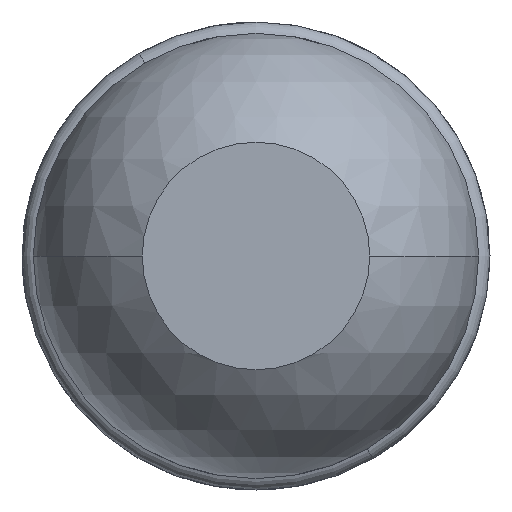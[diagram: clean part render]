
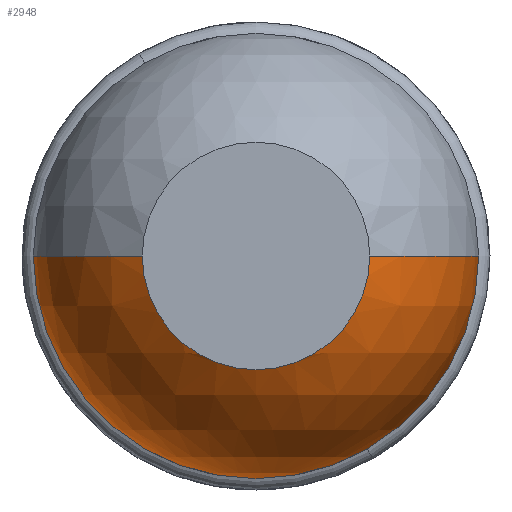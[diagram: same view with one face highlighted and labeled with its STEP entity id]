
A CAD part, front view. The second image highlights one B-rep face of the part: STEP entity #2948.
In plain terms, the highlighted spherical face has radius 0.685 mm.
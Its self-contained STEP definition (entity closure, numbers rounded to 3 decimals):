
#13 = ORIENTED_EDGE ( 'NONE', *, *, #737, .F. ) ;
#99 = EDGE_LOOP ( 'NONE', ( #1832, #3766, #3520, #4115, #13, #4282 ) ) ;
#133 = DIRECTION ( 'NONE',  ( 0., 1., 0. ) ) ;
#168 = VERTEX_POINT ( 'NONE', #1335 ) ;
#176 = CARTESIAN_POINT ( 'NONE',  ( 0., -27., 0. ) ) ;
#252 = CARTESIAN_POINT ( 'NONE',  ( -0.35, -27., 0. ) ) ;
#271 = VERTEX_POINT ( 'NONE', #321 ) ;
#321 = CARTESIAN_POINT ( 'NONE',  ( 0.35, -27., 0. ) ) ;
#425 = EDGE_CURVE ( 'Defeature ausgef�hrt1_24+Defeature ausgef�hrt1_23+Defeature ausgef�hrt1_23+Defeature ausgef�hrt1_23', #775, #2774, #4413, .T. ) ;
#482 = CARTESIAN_POINT ( 'NONE',  ( 0., -27., -0.35 ) ) ;
#488 = CARTESIAN_POINT ( 'NONE',  ( 0., -26.411, 0. ) ) ;
#549 = DIRECTION ( 'NONE',  ( 0., 0., -1. ) ) ;
#555 = CIRCLE ( 'NONE', #3505, 0.35 ) ;
#556 = CARTESIAN_POINT ( 'NONE',  ( 0., -26.411, 0. ) ) ;
#737 = EDGE_CURVE ( 'NONE', #271, #168, #1872, .T. ) ;
#775 = VERTEX_POINT ( 'NONE', #1431 ) ;
#907 = DIRECTION ( 'NONE',  ( 1., 0., 0. ) ) ;
#913 = DIRECTION ( 'NONE',  ( 0., 0., -1. ) ) ;
#1073 = EDGE_CURVE ( 'Defeature ausgef�hrt1_25+Defeature ausgef�hrt1_23+Defeature ausgef�hrt1_23+Defeature ausgef�hrt1_23', #4319, #4078, #555, .T. ) ;
#1101 = AXIS2_PLACEMENT_3D ( 'NONE', #556, #1231, #907 ) ;
#1231 = DIRECTION ( 'NONE',  ( 0., 0., 1. ) ) ;
#1276 = SPHERICAL_SURFACE ( 'NONE', #4444, 0.685 ) ;
#1335 = CARTESIAN_POINT ( 'NONE',  ( 0.685, -26.411, 0. ) ) ;
#1377 = EDGE_CURVE ( 'Defeature ausgef�hrt1_25+Defeature ausgef�hrt1_23+Defeature ausgef�hrt1_23+Defeature ausgef�hrt1_23', #4078, #271, #2794, .T. ) ;
#1387 = FACE_OUTER_BOUND ( 'NONE', #99, .T. ) ;
#1431 = CARTESIAN_POINT ( 'NONE',  ( 0., -26.411, -0.685 ) ) ;
#1498 = CARTESIAN_POINT ( 'NONE',  ( 0., -26.411, 0. ) ) ;
#1832 = ORIENTED_EDGE ( 'NONE', *, *, #1073, .F. ) ;
#1872 = CIRCLE ( 'NONE', #1101, 0.685 ) ;
#2014 = DIRECTION ( 'NONE',  ( 0., -1., 0. ) ) ;
#2052 = CIRCLE ( 'NONE', #3757, 0.685 ) ;
#2140 = AXIS2_PLACEMENT_3D ( 'NONE', #488, #4109, #3726 ) ;
#2289 = AXIS2_PLACEMENT_3D ( 'NONE', #3703, #133, #2635 ) ;
#2294 = DIRECTION ( 'NONE',  ( 0., 0., 1. ) ) ;
#2580 = CIRCLE ( 'NONE', #2140, 0.685 ) ;
#2635 = DIRECTION ( 'NONE',  ( 0., 0., 1. ) ) ;
#2756 = AXIS2_PLACEMENT_3D ( 'NONE', #176, #3023, #913 ) ;
#2774 = VERTEX_POINT ( 'NONE', #3495 ) ;
#2794 = CIRCLE ( 'NONE', #2756, 0.35 ) ;
#2948 = ADVANCED_FACE ( 'Defeature ausgef�hrt1_23', ( #1387 ), #1276, .T. ) ;
#3023 = DIRECTION ( 'NONE',  ( 0., -1., 0. ) ) ;
#3027 = CARTESIAN_POINT ( 'NONE',  ( 0., -26.411, 0. ) ) ;
#3057 = CARTESIAN_POINT ( 'NONE',  ( 0., -27., 0. ) ) ;
#3402 = DIRECTION ( 'NONE',  ( 0., 1., 0. ) ) ;
#3495 = CARTESIAN_POINT ( 'NONE',  ( -0.685, -26.411, 0. ) ) ;
#3500 = EDGE_CURVE ( 'NONE', #4319, #2774, #2580, .T. ) ;
#3505 = AXIS2_PLACEMENT_3D ( 'NONE', #3057, #2014, #549 ) ;
#3520 = ORIENTED_EDGE ( 'NONE', *, *, #425, .F. ) ;
#3703 = CARTESIAN_POINT ( 'NONE',  ( 0., -26.411, 0. ) ) ;
#3726 = DIRECTION ( 'NONE',  ( -1., 0., 0. ) ) ;
#3757 = AXIS2_PLACEMENT_3D ( 'NONE', #3027, #3402, #2294 ) ;
#3766 = ORIENTED_EDGE ( 'NONE', *, *, #3500, .T. ) ;
#4023 = DIRECTION ( 'NONE',  ( 1., 0., 0. ) ) ;
#4071 = DIRECTION ( 'NONE',  ( 0., 0., -1. ) ) ;
#4078 = VERTEX_POINT ( 'NONE', #482 ) ;
#4109 = DIRECTION ( 'NONE',  ( 0., 0., -1. ) ) ;
#4115 = ORIENTED_EDGE ( 'NONE', *, *, #4515, .F. ) ;
#4282 = ORIENTED_EDGE ( 'NONE', *, *, #1377, .F. ) ;
#4319 = VERTEX_POINT ( 'NONE', #252 ) ;
#4413 = CIRCLE ( 'NONE', #2289, 0.685 ) ;
#4444 = AXIS2_PLACEMENT_3D ( 'NONE', #1498, #4071, #4023 ) ;
#4515 = EDGE_CURVE ( 'Defeature ausgef�hrt1_24+Defeature ausgef�hrt1_23+Defeature ausgef�hrt1_23+Defeature ausgef�hrt1_23', #168, #775, #2052, .T. ) ;
